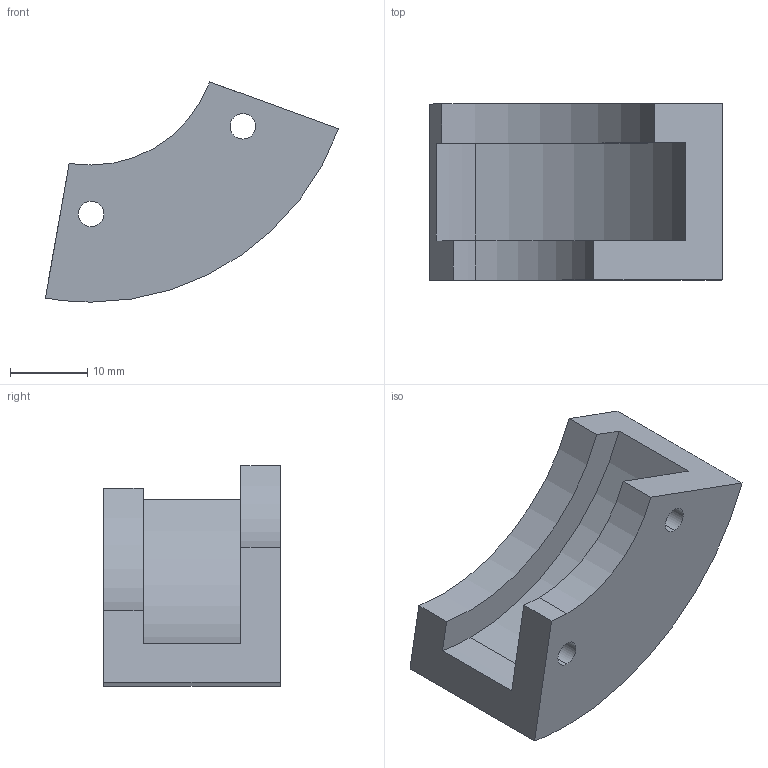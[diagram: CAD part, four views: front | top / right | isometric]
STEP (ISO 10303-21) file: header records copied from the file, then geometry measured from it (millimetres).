
FILE_DESCRIPTION (( 'STEP AP203' ), '1' );
FILE_NAME ('Funnel Angle Locker.STEP', '2024-04-17T18:38:56', ( '' ), ( '' ), 'SwSTEP 2.0', 'SolidWorks 2022', '' );
FILE_SCHEMA (( 'CONFIG_CONTROL_DESIGN' ));
Length unit declared in the file: inch
Products named in the file (1): Funnel Angle Locker
Bounding box: 38.04 x 22.86 x 28.56 mm (x, y, z)
Volume: 7913 mm3; surface area: 3953.8 mm2
Topology: 1 solids, 1 shells, 17 faces, 45 edges, 30 vertices
Faces by surface type: cylinder 11, plane 6
Entity records: 628 total; most frequent: DIRECTION 103, CARTESIAN_POINT 93, ORIENTED_EDGE 90, EDGE_CURVE 45, AXIS2_PLACEMENT_3D 40, VERTEX_POINT 30, LINE 23, VECTOR 23
